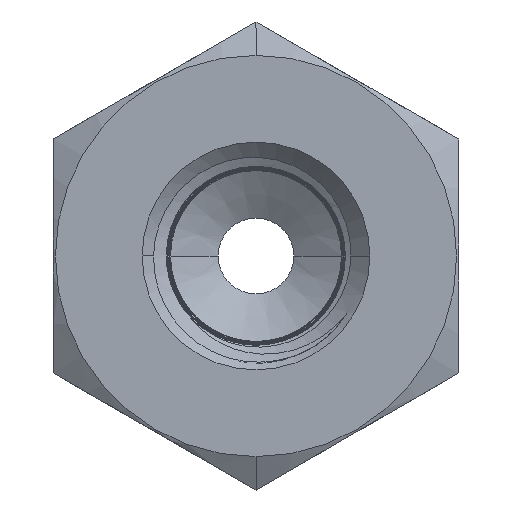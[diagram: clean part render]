
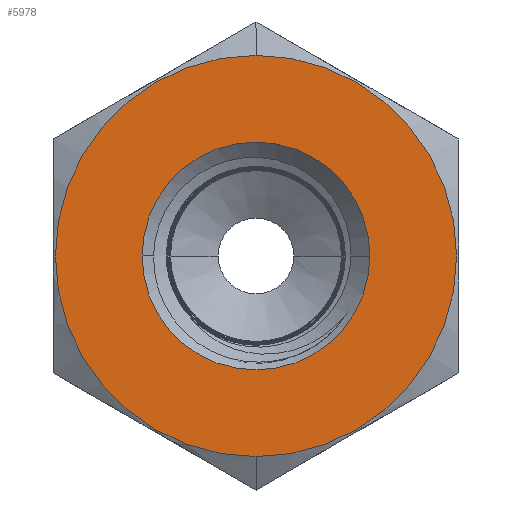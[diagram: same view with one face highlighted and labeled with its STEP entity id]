
A CAD part, front view. The second image highlights one B-rep face of the part: STEP entity #5978.
In plain terms, the highlighted planar face has unit normal (0, -1, 0).
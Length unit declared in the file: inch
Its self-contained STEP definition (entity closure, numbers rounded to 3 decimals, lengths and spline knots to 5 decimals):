
#657 = CARTESIAN_POINT ( 'NONE',  ( 0., -0.0625, 0. ) ) ;
#866 = CIRCLE ( 'NONE', #935, 0.495 ) ;
#935 = AXIS2_PLACEMENT_3D ( 'NONE', #657, #13897, #13855 ) ;
#1338 = ORIENTED_EDGE ( 'NONE', *, *, #13592, .T. ) ;
#1440 = CARTESIAN_POINT ( 'NONE',  ( 0., -0.0625, 0. ) ) ;
#2411 = DIRECTION ( 'NONE',  ( 0., -1., 0. ) ) ;
#2664 = EDGE_CURVE ( 'NONE', #4455, #2900, #866, .T. ) ;
#2842 = VERTEX_POINT ( 'NONE', #9404 ) ;
#2900 = VERTEX_POINT ( 'NONE', #10223 ) ;
#3011 = VERTEX_POINT ( 'NONE', #7117 ) ;
#3095 = EDGE_LOOP ( 'NONE', ( #1338, #7623 ) ) ;
#3252 = DIRECTION ( 'NONE',  ( 1., 0., 0. ) ) ;
#3713 = DIRECTION ( 'NONE',  ( 0., 0., -1. ) ) ;
#4048 = AXIS2_PLACEMENT_3D ( 'NONE', #1440, #6835, #5768 ) ;
#4147 = ORIENTED_EDGE ( 'NONE', *, *, #12605, .F. ) ;
#4455 = VERTEX_POINT ( 'NONE', #12446 ) ;
#4629 = DIRECTION ( 'NONE',  ( 0., 0., -1. ) ) ;
#4709 = CIRCLE ( 'NONE', #13408, 0.495 ) ;
#5483 = EDGE_CURVE ( 'NONE', #3011, #2842, #8223, .T. ) ;
#5768 = DIRECTION ( 'NONE',  ( 1., 0., 0. ) ) ;
#5879 = EDGE_LOOP ( 'NONE', ( #4147, #14150 ) ) ;
#5978 = ADVANCED_FACE ( 'NONE', ( #9944, #10114 ), #10329, .T. ) ;
#6486 = AXIS2_PLACEMENT_3D ( 'NONE', #13505, #11479, #3713 ) ;
#6835 = DIRECTION ( 'NONE',  ( 0., -1., 0. ) ) ;
#7117 = CARTESIAN_POINT ( 'NONE',  ( -0.281, -0.0625, 0. ) ) ;
#7227 = AXIS2_PLACEMENT_3D ( 'NONE', #9883, #12186, #3252 ) ;
#7623 = ORIENTED_EDGE ( 'NONE', *, *, #2664, .T. ) ;
#8020 = CIRCLE ( 'NONE', #4048, 0.281 ) ;
#8223 = CIRCLE ( 'NONE', #7227, 0.281 ) ;
#8887 = CARTESIAN_POINT ( 'NONE',  ( 0., -0.0625, 0. ) ) ;
#9404 = CARTESIAN_POINT ( 'NONE',  ( 0.281, -0.0625, 0. ) ) ;
#9883 = CARTESIAN_POINT ( 'NONE',  ( 0., -0.0625, 0. ) ) ;
#9944 = FACE_OUTER_BOUND ( 'NONE', #3095, .T. ) ;
#10114 = FACE_BOUND ( 'NONE', #5879, .T. ) ;
#10223 = CARTESIAN_POINT ( 'NONE',  ( 0., -0.0625, 0.495 ) ) ;
#10329 = PLANE ( 'NONE',  #6486 ) ;
#11479 = DIRECTION ( 'NONE',  ( 0., -1., 0. ) ) ;
#12186 = DIRECTION ( 'NONE',  ( 0., -1., 0. ) ) ;
#12446 = CARTESIAN_POINT ( 'NONE',  ( 0., -0.0625, -0.495 ) ) ;
#12605 = EDGE_CURVE ( 'NONE', #2842, #3011, #8020, .T. ) ;
#13408 = AXIS2_PLACEMENT_3D ( 'NONE', #8887, #2411, #4629 ) ;
#13505 = CARTESIAN_POINT ( 'NONE',  ( 0., -0.0625, 0. ) ) ;
#13592 = EDGE_CURVE ( 'NONE', #2900, #4455, #4709, .T. ) ;
#13855 = DIRECTION ( 'NONE',  ( 0., 0., -1. ) ) ;
#13897 = DIRECTION ( 'NONE',  ( 0., -1., 0. ) ) ;
#14150 = ORIENTED_EDGE ( 'NONE', *, *, #5483, .F. ) ;
